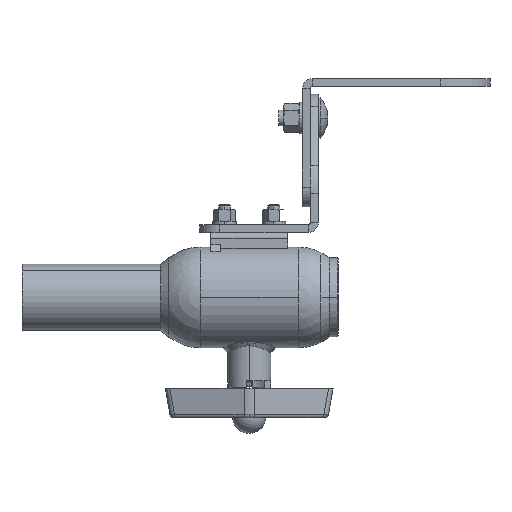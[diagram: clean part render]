
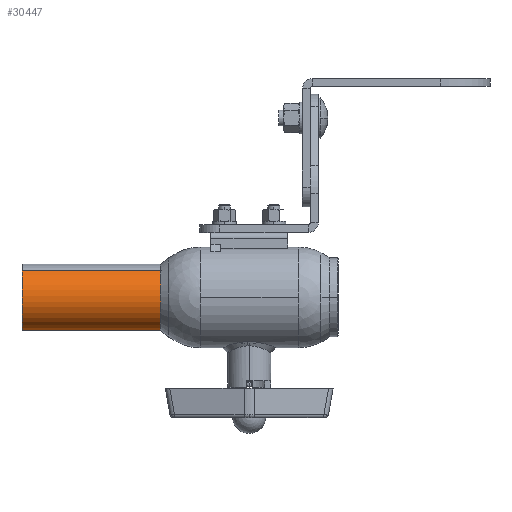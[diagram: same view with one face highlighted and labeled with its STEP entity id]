
A CAD part, left-side view. The second image highlights one B-rep face of the part: STEP entity #30447.
In plain terms, the highlighted cylindrical face has radius 16.85 mm (diameter 33.7 mm), a partial arc.
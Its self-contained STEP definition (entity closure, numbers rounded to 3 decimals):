
#27379 = FACE_OUTER_BOUND ( 'NONE', #30450, .T. ) ;
#27481 = DIRECTION ( 'NONE',  ( 0., 1., 0. ) ) ;
#27482 = VECTOR ( 'NONE', #27481, 1000. ) ;
#27483 = CARTESIAN_POINT ( 'NONE',  ( -59.812, 142.104, -124.321 ) ) ;
#27484 = LINE ( 'NONE', #27483, #27482 ) ;
#27486 = CARTESIAN_POINT ( 'NONE',  ( -59.812, 142.104, -124.321 ) ) ;
#27487 = DIRECTION ( 'NONE',  ( 0.605, 0., -0.796 ) ) ;
#27488 = DIRECTION ( 'NONE',  ( 0., 1., 0. ) ) ;
#27489 = CARTESIAN_POINT ( 'NONE',  ( -70., 142.104, -110.9 ) ) ;
#27490 = AXIS2_PLACEMENT_3D ( 'NONE', #27489, #27488, #27487 ) ;
#27491 = CIRCLE ( 'NONE', #27490, 16.85 ) ;
#27492 = CARTESIAN_POINT ( 'NONE',  ( -80.188, 142.104, -97.479 ) ) ;
#27493 = DIRECTION ( 'NONE',  ( 0., 1., 0. ) ) ;
#27494 = VECTOR ( 'NONE', #27493, 1000. ) ;
#27495 = CARTESIAN_POINT ( 'NONE',  ( -80.188, 142.104, -97.479 ) ) ;
#27496 = LINE ( 'NONE', #27495, #27494 ) ;
#27497 = CARTESIAN_POINT ( 'NONE',  ( -80.188, 58.992, -97.479 ) ) ;
#27498 = CARTESIAN_POINT ( 'NONE',  ( -59.812, 58.992, -124.321 ) ) ;
#27499 = DIRECTION ( 'NONE',  ( 0.605, 0., -0.796 ) ) ;
#27500 = DIRECTION ( 'NONE',  ( 0., 1., 0. ) ) ;
#27501 = CARTESIAN_POINT ( 'NONE',  ( -70., 58.992, -110.9 ) ) ;
#27502 = AXIS2_PLACEMENT_3D ( 'NONE', #27501, #27500, #27499 ) ;
#27503 = CIRCLE ( 'NONE', #27502, 16.85 ) ;
#27504 = DIRECTION ( 'NONE',  ( 0.605, 0., -0.796 ) ) ;
#27505 = DIRECTION ( 'NONE',  ( 0., 1., 0. ) ) ;
#27506 = CARTESIAN_POINT ( 'NONE',  ( -70., 142.104, -110.9 ) ) ;
#27507 = AXIS2_PLACEMENT_3D ( 'NONE', #27506, #27505, #27504 ) ;
#27550 = CYLINDRICAL_SURFACE ( 'NONE', #27507, 16.85 ) ;
#30447 = ADVANCED_FACE ( 'NONE', ( #27379 ), #27550, .T. ) ;
#30450 = EDGE_LOOP ( 'NONE', ( #30452, #30460, #30466, #30473 ) ) ;
#30452 = ORIENTED_EDGE ( 'NONE', *, *, #30454, .T. ) ;
#30454 = EDGE_CURVE ( 'NONE', #30456, #30458, #27503, .T. ) ;
#30456 = VERTEX_POINT ( 'NONE', #27498 ) ;
#30458 = VERTEX_POINT ( 'NONE', #27497 ) ;
#30460 = ORIENTED_EDGE ( 'NONE', *, *, #30462, .T. ) ;
#30462 = EDGE_CURVE ( 'NONE', #30458, #30464, #27496, .T. ) ;
#30464 = VERTEX_POINT ( 'NONE', #27492 ) ;
#30466 = ORIENTED_EDGE ( 'NONE', *, *, #30468, .F. ) ;
#30468 = EDGE_CURVE ( 'NONE', #30471, #30464, #27491, .T. ) ;
#30471 = VERTEX_POINT ( 'NONE', #27486 ) ;
#30473 = ORIENTED_EDGE ( 'NONE', *, *, #30475, .F. ) ;
#30475 = EDGE_CURVE ( 'NONE', #30456, #30471, #27484, .T. ) ;
